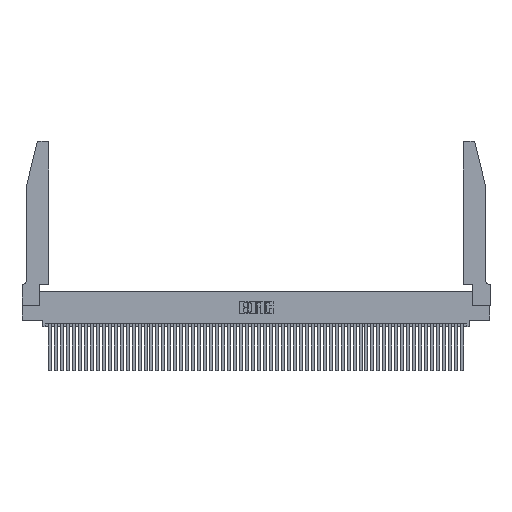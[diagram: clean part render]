
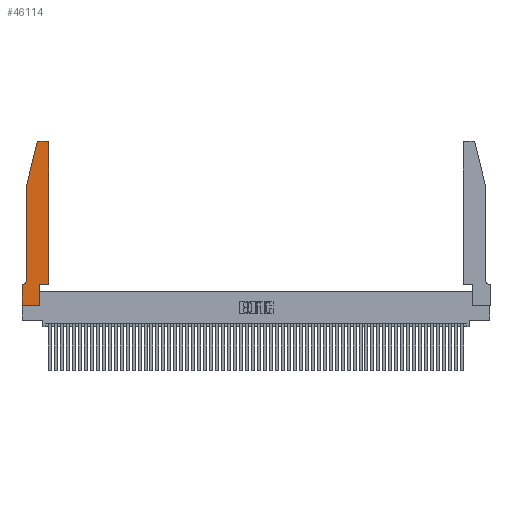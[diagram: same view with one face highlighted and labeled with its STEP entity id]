
A CAD part, top view. The second image highlights one B-rep face of the part: STEP entity #46114.
In plain terms, the highlighted planar face has unit normal (0, 0, 1).
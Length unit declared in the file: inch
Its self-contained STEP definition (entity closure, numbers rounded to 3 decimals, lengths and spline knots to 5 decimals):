
#867 = LINE ( 'NONE', #20147, #15664 ) ;
#2017 = LINE ( 'NONE', #10784, #47254 ) ;
#2209 = CARTESIAN_POINT ( 'NONE',  ( 0.0755, 0.42, 0.37 ) ) ;
#2228 = LINE ( 'NONE', #54683, #44724 ) ;
#2739 = LINE ( 'NONE', #41363, #12863 ) ;
#3723 = DIRECTION ( 'NONE',  ( 0., -1., 0. ) ) ;
#3928 = VECTOR ( 'NONE', #23474, 39.37008 ) ;
#4336 = VERTEX_POINT ( 'NONE', #51176 ) ;
#4559 = CIRCLE ( 'NONE', #14863, 0.03 ) ;
#4601 = CARTESIAN_POINT ( 'NONE',  ( 0.4205, 2.72, 0.37 ) ) ;
#4684 = EDGE_CURVE ( 'NONE', #42330, #13000, #2017, .T. ) ;
#5368 = ORIENTED_EDGE ( 'NONE', *, *, #37775, .T. ) ;
#6376 = AXIS2_PLACEMENT_3D ( 'NONE', #24103, #53589, #32625 ) ;
#7122 = EDGE_CURVE ( 'NONE', #41872, #28800, #26035, .T. ) ;
#8698 = AXIS2_PLACEMENT_3D ( 'NONE', #4601, #51961, #9303 ) ;
#9202 = VERTEX_POINT ( 'NONE', #2209 ) ;
#9303 = DIRECTION ( 'NONE',  ( 1., 0., 0. ) ) ;
#10526 = EDGE_CURVE ( 'NONE', #16634, #41667, #30880, .T. ) ;
#10654 = DIRECTION ( 'NONE',  ( -1., 0., 0. ) ) ;
#10735 = ORIENTED_EDGE ( 'NONE', *, *, #48113, .T. ) ;
#10784 = CARTESIAN_POINT ( 'NONE',  ( 0., 0., 0.37 ) ) ;
#10844 = EDGE_CURVE ( 'NONE', #28800, #4336, #4559, .T. ) ;
#11413 = ORIENTED_EDGE ( 'NONE', *, *, #50402, .T. ) ;
#11572 = ORIENTED_EDGE ( 'NONE', *, *, #10844, .T. ) ;
#12172 = PLANE ( 'NONE',  #17259 ) ;
#12602 = EDGE_CURVE ( 'NONE', #13000, #16634, #19278, .T. ) ;
#12863 = VECTOR ( 'NONE', #32843, 39.37008 ) ;
#13000 = VERTEX_POINT ( 'NONE', #14355 ) ;
#13276 = ORIENTED_EDGE ( 'NONE', *, *, #29427, .T. ) ;
#14355 = CARTESIAN_POINT ( 'NONE',  ( 0.2865, 0., 0.37 ) ) ;
#14863 = AXIS2_PLACEMENT_3D ( 'NONE', #35052, #17287, #34867 ) ;
#15065 = EDGE_LOOP ( 'NONE', ( #20938, #11572, #54982, #5368, #19753, #13276, #48364, #36430, #17376, #43598, #11413, #10735 ) ) ;
#15145 = LINE ( 'NONE', #54146, #25866 ) ;
#15551 = DIRECTION ( 'NONE',  ( 0., 0., 1. ) ) ;
#15664 = VECTOR ( 'NONE', #51093, 39.37008 ) ;
#16085 = CARTESIAN_POINT ( 'NONE',  ( 0.284, 2.75, 0.37 ) ) ;
#16197 = CARTESIAN_POINT ( 'NONE',  ( 0.4505, 0.35, 0.37 ) ) ;
#16634 = VERTEX_POINT ( 'NONE', #30388 ) ;
#17259 = AXIS2_PLACEMENT_3D ( 'NONE', #20455, #15551, #37466 ) ;
#17287 = DIRECTION ( 'NONE',  ( 0., 0., 1. ) ) ;
#17376 = ORIENTED_EDGE ( 'NONE', *, *, #12602, .T. ) ;
#18051 = VERTEX_POINT ( 'NONE', #53562 ) ;
#19278 = LINE ( 'NONE', #46493, #24657 ) ;
#19753 = ORIENTED_EDGE ( 'NONE', *, *, #55497, .T. ) ;
#20147 = CARTESIAN_POINT ( 'NONE',  ( 0.0755, 2., 0.37 ) ) ;
#20455 = CARTESIAN_POINT ( 'NONE',  ( 0., 0.35, 0.37 ) ) ;
#20938 = ORIENTED_EDGE ( 'NONE', *, *, #7122, .T. ) ;
#22484 = CARTESIAN_POINT ( 'NONE',  ( 0.0055, 0.35, 0.37 ) ) ;
#23474 = DIRECTION ( 'NONE',  ( -0.239, -0.971, 0. ) ) ;
#24103 = CARTESIAN_POINT ( 'NONE',  ( 0.0055, 0.42, 0.37 ) ) ;
#24657 = VECTOR ( 'NONE', #37441, 39.37008 ) ;
#25866 = VECTOR ( 'NONE', #36995, 39.37008 ) ;
#26035 = LINE ( 'NONE', #53832, #43011 ) ;
#27941 = CARTESIAN_POINT ( 'NONE',  ( 0., 0., 0.37 ) ) ;
#28800 = VERTEX_POINT ( 'NONE', #16085 ) ;
#29087 = FACE_OUTER_BOUND ( 'NONE', #15065, .T. ) ;
#29427 = EDGE_CURVE ( 'NONE', #36912, #18051, #2739, .T. ) ;
#30388 = CARTESIAN_POINT ( 'NONE',  ( 0.2865, 0.35, 0.37 ) ) ;
#30880 = LINE ( 'NONE', #16197, #32920 ) ;
#31231 = VERTEX_POINT ( 'NONE', #46421 ) ;
#32625 = DIRECTION ( 'NONE',  ( -1., 0., 0. ) ) ;
#32843 = DIRECTION ( 'NONE',  ( -1., 0., 0. ) ) ;
#32920 = VECTOR ( 'NONE', #37545, 39.37008 ) ;
#34867 = DIRECTION ( 'NONE',  ( 1., 0., 0. ) ) ;
#35052 = CARTESIAN_POINT ( 'NONE',  ( 0.284, 2.72, 0.37 ) ) ;
#36374 = CARTESIAN_POINT ( 'NONE',  ( 0.4505, 0.35, 0.37 ) ) ;
#36430 = ORIENTED_EDGE ( 'NONE', *, *, #4684, .T. ) ;
#36912 = VERTEX_POINT ( 'NONE', #22484 ) ;
#36995 = DIRECTION ( 'NONE',  ( 0., 1., 0. ) ) ;
#37441 = DIRECTION ( 'NONE',  ( 0., 1., 0. ) ) ;
#37466 = DIRECTION ( 'NONE',  ( 1., 0., 0. ) ) ;
#37531 = CIRCLE ( 'NONE', #6376, 0.07 ) ;
#37545 = DIRECTION ( 'NONE',  ( 1., 0., 0. ) ) ;
#37775 = EDGE_CURVE ( 'NONE', #39491, #9202, #867, .T. ) ;
#37883 = EDGE_CURVE ( 'NONE', #18051, #42330, #2228, .T. ) ;
#38403 = CARTESIAN_POINT ( 'NONE',  ( 0.4205, 2.75, 0.37 ) ) ;
#39491 = VERTEX_POINT ( 'NONE', #52032 ) ;
#40956 = DIRECTION ( 'NONE',  ( 1., 0., 0. ) ) ;
#41363 = CARTESIAN_POINT ( 'NONE',  ( 0.0755, 0.35, 0.37 ) ) ;
#41667 = VERTEX_POINT ( 'NONE', #36374 ) ;
#41872 = VERTEX_POINT ( 'NONE', #38403 ) ;
#42330 = VERTEX_POINT ( 'NONE', #27941 ) ;
#43011 = VECTOR ( 'NONE', #10654, 39.37008 ) ;
#43090 = CIRCLE ( 'NONE', #8698, 0.03 ) ;
#43598 = ORIENTED_EDGE ( 'NONE', *, *, #10526, .T. ) ;
#44724 = VECTOR ( 'NONE', #3723, 39.37008 ) ;
#46114 = ADVANCED_FACE ( 'NONE', ( #29087 ), #12172, .T. ) ;
#46421 = CARTESIAN_POINT ( 'NONE',  ( 0.4505, 2.72, 0.37 ) ) ;
#46493 = CARTESIAN_POINT ( 'NONE',  ( 0.2865, 0.35, 0.37 ) ) ;
#47254 = VECTOR ( 'NONE', #40956, 39.37008 ) ;
#47652 = EDGE_CURVE ( 'NONE', #4336, #39491, #55247, .T. ) ;
#48113 = EDGE_CURVE ( 'NONE', #31231, #41872, #43090, .T. ) ;
#48364 = ORIENTED_EDGE ( 'NONE', *, *, #37883, .T. ) ;
#49554 = CARTESIAN_POINT ( 'NONE',  ( 0.0755, 2., 0.37 ) ) ;
#50402 = EDGE_CURVE ( 'NONE', #41667, #31231, #15145, .T. ) ;
#51093 = DIRECTION ( 'NONE',  ( 0., -1., 0. ) ) ;
#51176 = CARTESIAN_POINT ( 'NONE',  ( 0.25487, 2.72718, 0.37 ) ) ;
#51961 = DIRECTION ( 'NONE',  ( 0., 0., 1. ) ) ;
#52032 = CARTESIAN_POINT ( 'NONE',  ( 0.0755, 2., 0.37 ) ) ;
#53562 = CARTESIAN_POINT ( 'NONE',  ( 0., 0.35, 0.37 ) ) ;
#53589 = DIRECTION ( 'NONE',  ( 0., 0., -1. ) ) ;
#53832 = CARTESIAN_POINT ( 'NONE',  ( 0.2605, 2.75, 0.37 ) ) ;
#54146 = CARTESIAN_POINT ( 'NONE',  ( 0.4505, 0.35, 0.37 ) ) ;
#54683 = CARTESIAN_POINT ( 'NONE',  ( 0., 0., 0.37 ) ) ;
#54982 = ORIENTED_EDGE ( 'NONE', *, *, #47652, .T. ) ;
#55247 = LINE ( 'NONE', #49554, #3928 ) ;
#55497 = EDGE_CURVE ( 'NONE', #9202, #36912, #37531, .T. ) ;
